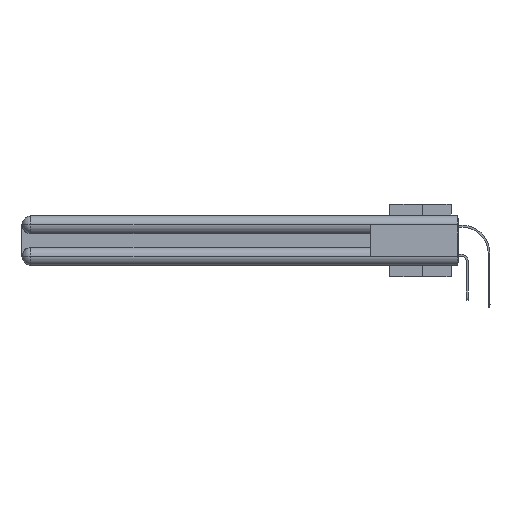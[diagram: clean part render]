
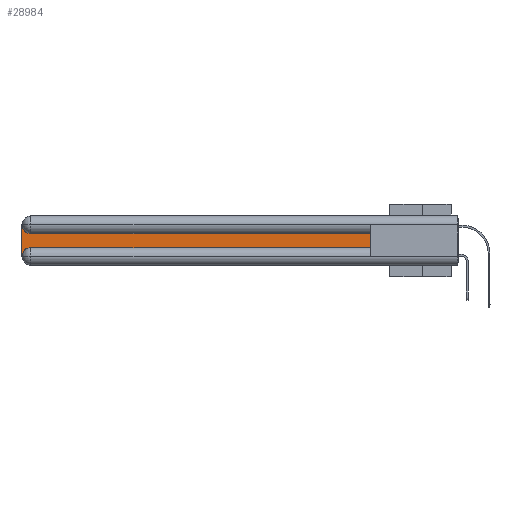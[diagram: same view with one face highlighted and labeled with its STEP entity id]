
A CAD part, left-side view. The second image highlights one B-rep face of the part: STEP entity #28984.
In plain terms, the highlighted planar face has unit normal (-1, 0, 0).
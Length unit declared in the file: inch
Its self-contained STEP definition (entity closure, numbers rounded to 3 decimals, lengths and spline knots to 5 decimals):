
#345 = VERTEX_POINT ( 'NONE', #4992 ) ;
#2283 = VECTOR ( 'NONE', #25100, 39.37008 ) ;
#3210 = CARTESIAN_POINT ( 'NONE',  ( 0.075, 2.94, -0.1225 ) ) ;
#4992 = CARTESIAN_POINT ( 'NONE',  ( 0.075, 3., -0.2775 ) ) ;
#5350 = ORIENTED_EDGE ( 'NONE', *, *, #33516, .T. ) ;
#6081 = CARTESIAN_POINT ( 'NONE',  ( 0.075, 2.94, -0.0625 ) ) ;
#6629 = DIRECTION ( 'NONE',  ( 0., 0., 1. ) ) ;
#6939 = CARTESIAN_POINT ( 'NONE',  ( 0.075, 2.94, -0.2775 ) ) ;
#7983 = VECTOR ( 'NONE', #34331, 39.37008 ) ;
#8084 = DIRECTION ( 'NONE',  ( 1., 0., 0. ) ) ;
#8404 = ORIENTED_EDGE ( 'NONE', *, *, #30585, .T. ) ;
#8508 = CARTESIAN_POINT ( 'NONE',  ( 0.075, 3., -0.0625 ) ) ;
#12286 = CARTESIAN_POINT ( 'NONE',  ( 0.075, 0.6, -0.1225 ) ) ;
#12705 = CARTESIAN_POINT ( 'NONE',  ( 0.075, 0.6, -0.1225 ) ) ;
#12749 = CARTESIAN_POINT ( 'NONE',  ( 0.075, 0.6, -0.2175 ) ) ;
#13352 = VERTEX_POINT ( 'NONE', #34075 ) ;
#13477 = LINE ( 'NONE', #37555, #7983 ) ;
#14263 = CARTESIAN_POINT ( 'NONE',  ( 0.075, 0.6, -0.2175 ) ) ;
#14898 = ORIENTED_EDGE ( 'NONE', *, *, #16786, .T. ) ;
#15313 = LINE ( 'NONE', #18149, #32168 ) ;
#16786 = EDGE_CURVE ( 'NONE', #39557, #17993, #35755, .T. ) ;
#17383 = DIRECTION ( 'NONE',  ( 0., 0., -1. ) ) ;
#17726 = EDGE_CURVE ( 'NONE', #345, #13352, #22917, .T. ) ;
#17993 = VERTEX_POINT ( 'NONE', #8508 ) ;
#18149 = CARTESIAN_POINT ( 'NONE',  ( 0.075, 0.6, -0.2175 ) ) ;
#22093 = DIRECTION ( 'NONE',  ( 0., 0., -1. ) ) ;
#22226 = AXIS2_PLACEMENT_3D ( 'NONE', #6081, #30340, #27304 ) ;
#22234 = EDGE_LOOP ( 'NONE', ( #24627, #14898, #35303, #30566, #8404, #5350 ) ) ;
#22677 = VERTEX_POINT ( 'NONE', #12286 ) ;
#22872 = EDGE_CURVE ( 'NONE', #17993, #345, #13477, .T. ) ;
#22917 = CIRCLE ( 'NONE', #29376, 0.06 ) ;
#24627 = ORIENTED_EDGE ( 'NONE', *, *, #32017, .T. ) ;
#25100 = DIRECTION ( 'NONE',  ( 0., -1., 0. ) ) ;
#26090 = CARTESIAN_POINT ( 'NONE',  ( 0.075, 3., -0.1225 ) ) ;
#27304 = DIRECTION ( 'NONE',  ( 0., 0., -1. ) ) ;
#28984 = ADVANCED_FACE ( 'NONE', ( #32158 ), #35769, .F. ) ;
#29367 = AXIS2_PLACEMENT_3D ( 'NONE', #26090, #8084, #17383 ) ;
#29376 = AXIS2_PLACEMENT_3D ( 'NONE', #6939, #35002, #22093 ) ;
#30340 = DIRECTION ( 'NONE',  ( 1., 0., 0. ) ) ;
#30566 = ORIENTED_EDGE ( 'NONE', *, *, #17726, .T. ) ;
#30585 = EDGE_CURVE ( 'NONE', #13352, #39847, #39873, .T. ) ;
#32017 = EDGE_CURVE ( 'NONE', #22677, #39557, #36778, .T. ) ;
#32158 = FACE_OUTER_BOUND ( 'NONE', #22234, .T. ) ;
#32168 = VECTOR ( 'NONE', #6629, 39.37008 ) ;
#33516 = EDGE_CURVE ( 'NONE', #39847, #22677, #15313, .T. ) ;
#33958 = DIRECTION ( 'NONE',  ( 0., 1., 0. ) ) ;
#34075 = CARTESIAN_POINT ( 'NONE',  ( 0.075, 2.94, -0.2175 ) ) ;
#34331 = DIRECTION ( 'NONE',  ( 0., 0., -1. ) ) ;
#35002 = DIRECTION ( 'NONE',  ( 1., 0., 0. ) ) ;
#35303 = ORIENTED_EDGE ( 'NONE', *, *, #22872, .T. ) ;
#35755 = CIRCLE ( 'NONE', #22226, 0.06 ) ;
#35769 = PLANE ( 'NONE',  #29367 ) ;
#36778 = LINE ( 'NONE', #12705, #39800 ) ;
#37555 = CARTESIAN_POINT ( 'NONE',  ( 0.075, 3., -0.2175 ) ) ;
#39557 = VERTEX_POINT ( 'NONE', #3210 ) ;
#39800 = VECTOR ( 'NONE', #33958, 39.37008 ) ;
#39847 = VERTEX_POINT ( 'NONE', #14263 ) ;
#39873 = LINE ( 'NONE', #12749, #2283 ) ;
